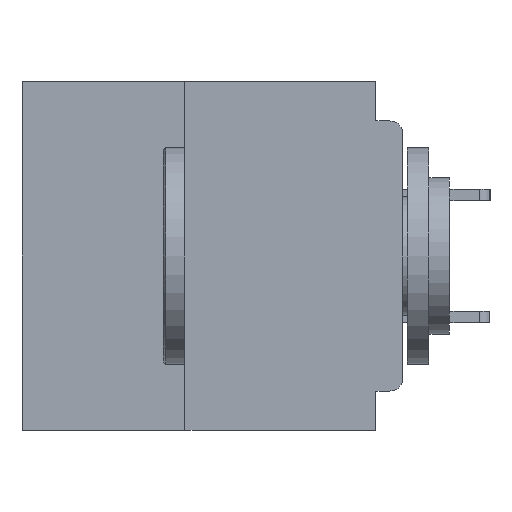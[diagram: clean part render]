
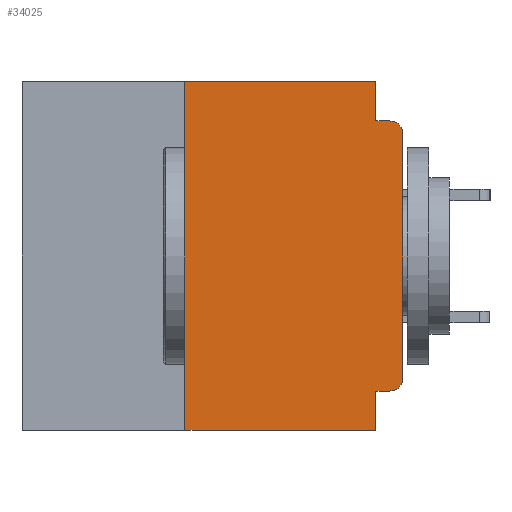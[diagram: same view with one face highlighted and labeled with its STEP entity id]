
A CAD part, left-side view. The second image highlights one B-rep face of the part: STEP entity #34025.
In plain terms, the highlighted planar face has unit normal (-1, 0, 0).
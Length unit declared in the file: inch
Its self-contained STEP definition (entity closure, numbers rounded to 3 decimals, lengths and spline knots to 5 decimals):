
#51 = VECTOR ( 'NONE', #23086, 39.37008 ) ;
#886 = VERTEX_POINT ( 'NONE', #21721 ) ;
#1001 = VERTEX_POINT ( 'NONE', #22524 ) ;
#1649 = VERTEX_POINT ( 'NONE', #44978 ) ;
#1977 = CIRCLE ( 'NONE', #25174, 0.015 ) ;
#2678 = LINE ( 'NONE', #14905, #21658 ) ;
#3435 = DIRECTION ( 'NONE',  ( 0., 0., -1. ) ) ;
#3479 = EDGE_CURVE ( 'NONE', #47182, #46991, #21418, .T. ) ;
#3905 = VERTEX_POINT ( 'NONE', #11097 ) ;
#6015 = ORIENTED_EDGE ( 'NONE', *, *, #43161, .F. ) ;
#6706 = ORIENTED_EDGE ( 'NONE', *, *, #48297, .F. ) ;
#6773 = CARTESIAN_POINT ( 'NONE',  ( 0., 0.015, -0.06 ) ) ;
#6954 = EDGE_CURVE ( 'NONE', #21167, #1649, #45240, .T. ) ;
#7098 = CARTESIAN_POINT ( 'NONE',  ( 0., 0.25, -0.4 ) ) ;
#7555 = EDGE_CURVE ( 'NONE', #39769, #44027, #28163, .T. ) ;
#8544 = CARTESIAN_POINT ( 'NONE',  ( 0., 0.015, -0.34 ) ) ;
#9225 = VECTOR ( 'NONE', #33329, 39.37008 ) ;
#10597 = DIRECTION ( 'NONE',  ( 0., 0., -1. ) ) ;
#11097 = CARTESIAN_POINT ( 'NONE',  ( 0., 0.015, -0.355 ) ) ;
#11184 = DIRECTION ( 'NONE',  ( 1., 0., 0. ) ) ;
#12399 = DIRECTION ( 'NONE',  ( 0., 0., -1. ) ) ;
#12708 = LINE ( 'NONE', #22229, #40236 ) ;
#13756 = EDGE_CURVE ( 'NONE', #3905, #39769, #14122, .T. ) ;
#14122 = CIRCLE ( 'NONE', #20255, 0.015 ) ;
#14188 = ORIENTED_EDGE ( 'NONE', *, *, #26939, .F. ) ;
#14854 = PLANE ( 'NONE',  #34093 ) ;
#14895 = FACE_OUTER_BOUND ( 'NONE', #16603, .T. ) ;
#14905 = CARTESIAN_POINT ( 'NONE',  ( 0., 0.031, -0.4 ) ) ;
#15036 = LINE ( 'NONE', #40484, #44887 ) ;
#15426 = CARTESIAN_POINT ( 'NONE',  ( 0., 0., -0.34 ) ) ;
#16040 = ORIENTED_EDGE ( 'NONE', *, *, #7555, .T. ) ;
#16053 = ORIENTED_EDGE ( 'NONE', *, *, #6954, .F. ) ;
#16076 = DIRECTION ( 'NONE',  ( 0., 0., -1. ) ) ;
#16252 = ORIENTED_EDGE ( 'NONE', *, *, #33763, .F. ) ;
#16603 = EDGE_LOOP ( 'NONE', ( #16040, #31041, #26967, #16053, #16252, #6706, #31031, #14188, #6015, #32580 ) ) ;
#17103 = VECTOR ( 'NONE', #19791, 39.37008 ) ;
#18124 = DIRECTION ( 'NONE',  ( 0., -1., 0. ) ) ;
#19791 = DIRECTION ( 'NONE',  ( 0., 0., 1. ) ) ;
#20255 = AXIS2_PLACEMENT_3D ( 'NONE', #8544, #34744, #12399 ) ;
#21167 = VERTEX_POINT ( 'NONE', #38568 ) ;
#21418 = LINE ( 'NONE', #22917, #51 ) ;
#21658 = VECTOR ( 'NONE', #3435, 39.37008 ) ;
#21721 = CARTESIAN_POINT ( 'NONE',  ( 0., 0.031, -0.355 ) ) ;
#22229 = CARTESIAN_POINT ( 'NONE',  ( 0., 0., -0.355 ) ) ;
#22355 = VERTEX_POINT ( 'NONE', #38800 ) ;
#22524 = CARTESIAN_POINT ( 'NONE',  ( 0., 0.015, -0.045 ) ) ;
#22917 = CARTESIAN_POINT ( 'NONE',  ( 0., 0.437, -0.4 ) ) ;
#23086 = DIRECTION ( 'NONE',  ( 0., -1., 0. ) ) ;
#24724 = DIRECTION ( 'NONE',  ( 0., -1., 0. ) ) ;
#24760 = CARTESIAN_POINT ( 'NONE',  ( 0., 0., -0.06 ) ) ;
#25174 = AXIS2_PLACEMENT_3D ( 'NONE', #6773, #33006, #10597 ) ;
#25952 = DIRECTION ( 'NONE',  ( 0., 1., 0. ) ) ;
#25996 = CARTESIAN_POINT ( 'NONE',  ( 0., 0.25, -0.4 ) ) ;
#26939 = EDGE_CURVE ( 'NONE', #886, #46991, #2678, .T. ) ;
#26967 = ORIENTED_EDGE ( 'NONE', *, *, #32762, .F. ) ;
#28163 = LINE ( 'NONE', #30828, #17103 ) ;
#28586 = CARTESIAN_POINT ( 'NONE',  ( 0., 0.031, -0.4 ) ) ;
#30828 = CARTESIAN_POINT ( 'NONE',  ( 0., 0., 0. ) ) ;
#31031 = ORIENTED_EDGE ( 'NONE', *, *, #3479, .T. ) ;
#31041 = ORIENTED_EDGE ( 'NONE', *, *, #36044, .T. ) ;
#32580 = ORIENTED_EDGE ( 'NONE', *, *, #13756, .T. ) ;
#32762 = EDGE_CURVE ( 'NONE', #1649, #1001, #15036, .T. ) ;
#33006 = DIRECTION ( 'NONE',  ( -1., 0., 0. ) ) ;
#33329 = DIRECTION ( 'NONE',  ( 0., 0., 1. ) ) ;
#33573 = CARTESIAN_POINT ( 'NONE',  ( 0., 0.437, 0. ) ) ;
#33763 = EDGE_CURVE ( 'NONE', #22355, #21167, #46504, .T. ) ;
#34025 = ADVANCED_FACE ( 'NONE', ( #14895 ), #14854, .F. ) ;
#34093 = AXIS2_PLACEMENT_3D ( 'NONE', #33573, #11184, #37358 ) ;
#34604 = CARTESIAN_POINT ( 'NONE',  ( 0., 0.031, 0. ) ) ;
#34744 = DIRECTION ( 'NONE',  ( -1., 0., 0. ) ) ;
#35191 = VECTOR ( 'NONE', #16076, 39.37008 ) ;
#35730 = CARTESIAN_POINT ( 'NONE',  ( 0., 0.437, 0. ) ) ;
#36044 = EDGE_CURVE ( 'NONE', #44027, #1001, #1977, .T. ) ;
#36491 = VECTOR ( 'NONE', #24724, 39.37008 ) ;
#37358 = DIRECTION ( 'NONE',  ( 0., 0., -1. ) ) ;
#38568 = CARTESIAN_POINT ( 'NONE',  ( 0., 0.031, 0. ) ) ;
#38800 = CARTESIAN_POINT ( 'NONE',  ( 0., 0.25, 0. ) ) ;
#39156 = LINE ( 'NONE', #7098, #9225 ) ;
#39769 = VERTEX_POINT ( 'NONE', #15426 ) ;
#40236 = VECTOR ( 'NONE', #25952, 39.37008 ) ;
#40484 = CARTESIAN_POINT ( 'NONE',  ( 0., 0., -0.045 ) ) ;
#43161 = EDGE_CURVE ( 'NONE', #3905, #886, #12708, .T. ) ;
#44027 = VERTEX_POINT ( 'NONE', #24760 ) ;
#44887 = VECTOR ( 'NONE', #18124, 39.37008 ) ;
#44978 = CARTESIAN_POINT ( 'NONE',  ( 0., 0.031, -0.045 ) ) ;
#45240 = LINE ( 'NONE', #34604, #35191 ) ;
#46504 = LINE ( 'NONE', #35730, #36491 ) ;
#46991 = VERTEX_POINT ( 'NONE', #28586 ) ;
#47182 = VERTEX_POINT ( 'NONE', #25996 ) ;
#48297 = EDGE_CURVE ( 'NONE', #47182, #22355, #39156, .T. ) ;
